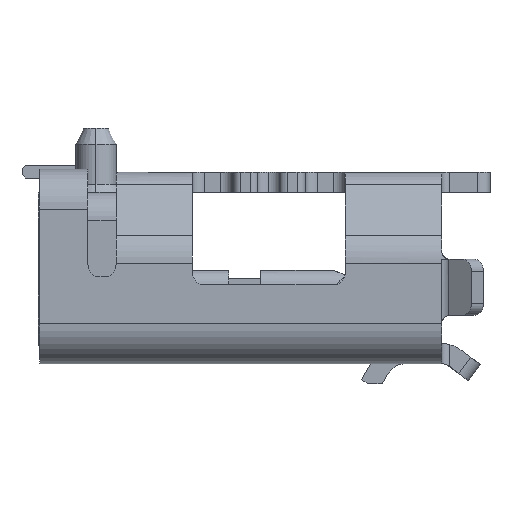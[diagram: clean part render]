
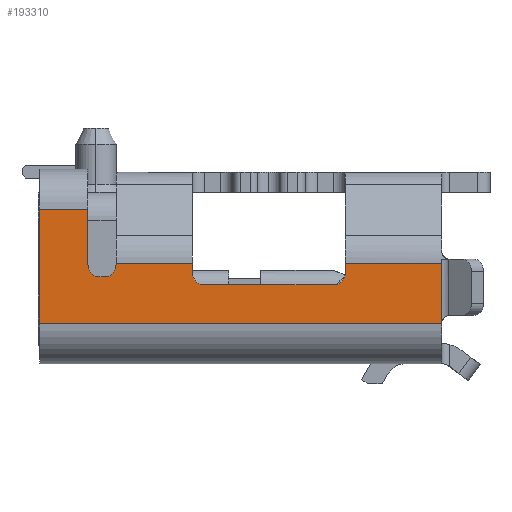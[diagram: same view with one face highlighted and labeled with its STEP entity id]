
A CAD part, left-side view. The second image highlights one B-rep face of the part: STEP entity #193310.
In plain terms, the highlighted planar face has unit normal (-1, 0, 0).
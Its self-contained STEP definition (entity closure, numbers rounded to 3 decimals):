
#120810=CARTESIAN_POINT('',(2.5,-18.95,3.185));
#120820=VERTEX_POINT('',#120810);
#120850=CARTESIAN_POINT('',(2.5,-19.1,3.185));
#120860=DIRECTION('',(1.,0.,0.));
#120870=DIRECTION('',(0.,1.,0.));
#120880=AXIS2_PLACEMENT_3D('',#120850,#120860,#120870);
#120890=CIRCLE('',#120880,0.15);
#120900=CARTESIAN_POINT('',(2.5,-19.1,3.335));
#120910=VERTEX_POINT('',#120900);
#120920=EDGE_CURVE('',#120820,#120910,#120890,.T.);
#144550=CARTESIAN_POINT('',(2.5,-18.95,3.066));
#144560=VERTEX_POINT('',#144550);
#144590=CARTESIAN_POINT('',(2.5,-18.95,3.125));
#144600=DIRECTION('',(0.,0.,1.));
#144610=VECTOR('',#144600,1.);
#144620=LINE('',#144590,#144610);
#144630=EDGE_CURVE('',#144560,#120820,#144620,.T.);
#148530=CARTESIAN_POINT('',(2.5,-20.7,3.185));
#148540=DIRECTION('',(1.,0.,0.));
#148550=DIRECTION('',(0.,0.,1.));
#148560=AXIS2_PLACEMENT_3D('',#148530,#148540,#148550);
#148570=CIRCLE('',#148560,0.15);
#148580=CARTESIAN_POINT('',(2.5,-20.7,3.335));
#148590=VERTEX_POINT('',#148580);
#148600=CARTESIAN_POINT('',(2.5,-20.85,3.185));
#148610=VERTEX_POINT('',#148600);
#148620=EDGE_CURVE('',#148590,#148610,#148570,.T.);
#149010=CARTESIAN_POINT('',(2.5,-21.8,3.066));
#149020=VERTEX_POINT('',#149010);
#149050=CARTESIAN_POINT('',(2.5,-21.8,3.066));
#149060=DIRECTION('',(0.,0.,1.));
#149070=VECTOR('',#149060,0.019);
#149080=LINE('',#149050,#149070);
#149090=CARTESIAN_POINT('',(2.5,-21.8,3.085));
#149100=VERTEX_POINT('',#149090);
#149110=EDGE_CURVE('',#149020,#149100,#149080,.T.);
#149290=CARTESIAN_POINT('',(2.5,-17.75,3.066));
#149300=DIRECTION('',(0.,-1.,0.));
#149310=VECTOR('',#149300,1.);
#149320=LINE('',#149290,#149310);
#149330=CARTESIAN_POINT('',(2.5,-20.85,3.066));
#149340=VERTEX_POINT('',#149330);
#149350=EDGE_CURVE('',#149340,#149020,#149320,.T.);
#150770=CARTESIAN_POINT('',(2.5,-22.75,2.395));
#150780=VERTEX_POINT('',#150770);
#150810=CARTESIAN_POINT('',(2.5,-22.75,3.125));
#150820=DIRECTION('',(0.,0.,1.));
#150830=VECTOR('',#150820,1.);
#150840=LINE('',#150810,#150830);
#150850=CARTESIAN_POINT('',(2.5,-22.75,3.815));
#150860=VERTEX_POINT('',#150850);
#150870=EDGE_CURVE('',#150780,#150860,#150840,.T.);
#189630=CARTESIAN_POINT('',(2.5,-17.75,3.815));
#189640=DIRECTION('',(0.,-1.,0.));
#189650=VECTOR('',#189640,1.);
#189660=LINE('',#189630,#189650);
#189670=CARTESIAN_POINT('',(2.5,-17.75,3.815));
#189680=VERTEX_POINT('',#189670);
#189690=EDGE_CURVE('',#189680,#150860,#189660,.T.);
#191300=CARTESIAN_POINT('',(2.5,-17.75,3.066));
#191310=VERTEX_POINT('',#191300);
#191750=CARTESIAN_POINT('',(2.5,-17.75,3.125));
#191760=DIRECTION('',(-0.,0.,-1.));
#191770=VECTOR('',#191760,1.);
#191780=LINE('',#191750,#191770);
#191790=EDGE_CURVE('',#189680,#191310,#191780,.T.);
#192580=CARTESIAN_POINT('',(2.5,-17.75,3.066));
#192590=DIRECTION('',(1.,0.,0.));
#192600=DIRECTION('',(0.,0.,1.));
#192610=AXIS2_PLACEMENT_3D('',#192580,#192590,#192600);
#192620=PLANE('',#192610);
#192630=ORIENTED_EDGE('',*,*,#150870,.T.);
#192640=CARTESIAN_POINT('',(2.5,-22.75,2.395));
#192650=DIRECTION('',(0.,1.,0.));
#192660=VECTOR('',#192650,0.6);
#192670=LINE('',#192640,#192660);
#192680=CARTESIAN_POINT('',(2.5,-22.15,2.395));
#192690=VERTEX_POINT('',#192680);
#192700=EDGE_CURVE('',#150780,#192690,#192670,.T.);
#192710=ORIENTED_EDGE('',*,*,#192700,.F.);
#192720=CARTESIAN_POINT('',(2.5,-22.15,3.085));
#192730=DIRECTION('',(-0.,0.,-1.));
#192740=VECTOR('',#192730,0.69);
#192750=LINE('',#192720,#192740);
#192760=CARTESIAN_POINT('',(2.5,-22.15,3.085));
#192770=VERTEX_POINT('',#192760);
#192780=EDGE_CURVE('',#192770,#192690,#192750,.T.);
#192790=ORIENTED_EDGE('',*,*,#192780,.T.);
#192800=CARTESIAN_POINT('',(2.5,-22.,3.085));
#192810=DIRECTION('',(1.,0.,0.));
#192820=DIRECTION('',(0.,0.,1.));
#192830=AXIS2_PLACEMENT_3D('',#192800,#192810,#192820);
#192840=CIRCLE('',#192830,0.15);
#192850=CARTESIAN_POINT('',(2.5,-22.,3.235));
#192860=VERTEX_POINT('',#192850);
#192870=EDGE_CURVE('',#192860,#192770,#192840,.T.);
#192880=ORIENTED_EDGE('',*,*,#192870,.T.);
#192890=CARTESIAN_POINT('',(2.5,-22.,3.235));
#192900=DIRECTION('',(0.,1.,0.));
#192910=VECTOR('',#192900,0.05);
#192920=LINE('',#192890,#192910);
#192930=CARTESIAN_POINT('',(2.5,-21.95,3.235));
#192940=VERTEX_POINT('',#192930);
#192950=EDGE_CURVE('',#192860,#192940,#192920,.T.);
#192960=ORIENTED_EDGE('',*,*,#192950,.F.);
#192970=CARTESIAN_POINT('',(2.5,-21.95,3.085));
#192980=DIRECTION('',(1.,0.,0.));
#192990=DIRECTION('',(0.,1.,0.));
#193000=AXIS2_PLACEMENT_3D('',#192970,#192980,#192990);
#193010=CIRCLE('',#193000,0.15);
#193020=EDGE_CURVE('',#149100,#192940,#193010,.T.);
#193030=ORIENTED_EDGE('',*,*,#193020,.T.);
#193040=ORIENTED_EDGE('',*,*,#149110,.T.);
#193050=ORIENTED_EDGE('',*,*,#149350,.T.);
#193060=CARTESIAN_POINT('',(2.5,-20.85,3.066));
#193070=DIRECTION('',(0.,0.,1.));
#193080=VECTOR('',#193070,0.119);
#193090=LINE('',#193060,#193080);
#193100=EDGE_CURVE('',#149340,#148610,#193090,.T.);
#193110=ORIENTED_EDGE('',*,*,#193100,.F.);
#193120=ORIENTED_EDGE('',*,*,#148620,.T.);
#193130=CARTESIAN_POINT('',(2.5,-17.75,3.335));
#193140=DIRECTION('',(0.,1.,0.));
#193150=VECTOR('',#193140,1.);
#193160=LINE('',#193130,#193150);
#193170=EDGE_CURVE('',#148590,#120910,#193160,.T.);
#193180=ORIENTED_EDGE('',*,*,#193170,.F.);
#193190=ORIENTED_EDGE('',*,*,#120920,.T.);
#193200=ORIENTED_EDGE('',*,*,#144630,.T.);
#193210=CARTESIAN_POINT('',(2.5,-17.75,3.066));
#193220=DIRECTION('',(0.,1.,0.));
#193230=VECTOR('',#193220,1.);
#193240=LINE('',#193210,#193230);
#193250=EDGE_CURVE('',#144560,#191310,#193240,.T.);
#193260=ORIENTED_EDGE('',*,*,#193250,.F.);
#193270=ORIENTED_EDGE('',*,*,#191790,.T.);
#193280=ORIENTED_EDGE('',*,*,#189690,.F.);
#193290=EDGE_LOOP('',(#193280,#193270,#193260,#193200,#193190,#193180,
#193120,#193110,#193050,#193040,#193030,#192960,#192880,#192790,#192710,
#192630));
#193300=FACE_OUTER_BOUND('',#193290,.T.);
#193310=ADVANCED_FACE('',(#193300),#192620,.F.);
